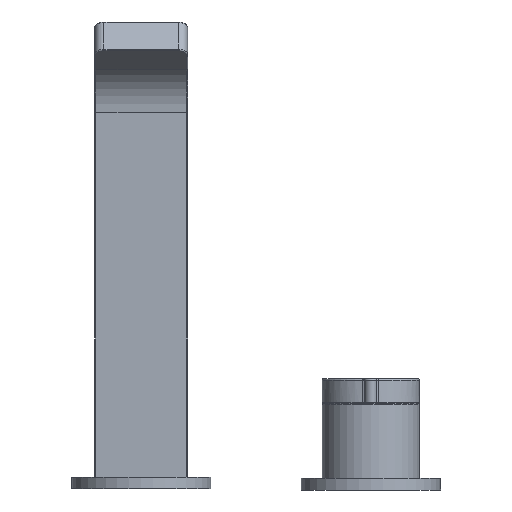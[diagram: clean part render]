
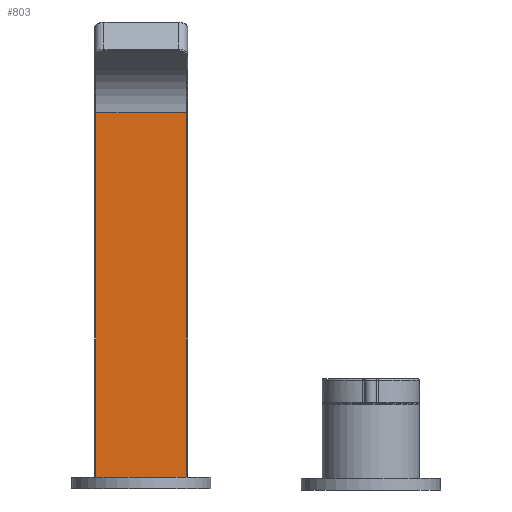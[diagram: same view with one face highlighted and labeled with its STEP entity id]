
A CAD part, front view. The second image highlights one B-rep face of the part: STEP entity #803.
In plain terms, the highlighted planar face has unit normal (0, -1, 0).
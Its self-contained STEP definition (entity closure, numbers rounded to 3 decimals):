
#48=PLANE('',#1028);
#87=FACE_OUTER_BOUND('',#145,.T.);
#145=EDGE_LOOP('',(#661,#662,#663,#664));
#184=LINE('',#1522,#234);
#201=LINE('',#1590,#251);
#202=LINE('',#1594,#252);
#203=LINE('',#1595,#253);
#234=VECTOR('',#1226,10.);
#251=VECTOR('',#1299,1.);
#252=VECTOR('',#1304,1.);
#253=VECTOR('',#1305,1.);
#358=VERTEX_POINT('',#1508);
#364=VERTEX_POINT('',#1520);
#387=VERTEX_POINT('',#1589);
#388=VERTEX_POINT('',#1593);
#450=EDGE_CURVE('',#358,#364,#184,.T.);
#483=EDGE_CURVE('',#387,#358,#201,.T.);
#485=EDGE_CURVE('',#364,#388,#202,.T.);
#486=EDGE_CURVE('',#387,#388,#203,.T.);
#661=ORIENTED_EDGE('',*,*,#450,.T.);
#662=ORIENTED_EDGE('',*,*,#485,.T.);
#663=ORIENTED_EDGE('',*,*,#486,.F.);
#664=ORIENTED_EDGE('',*,*,#483,.T.);
#803=ADVANCED_FACE('',(#87),#48,.T.);
#1028=AXIS2_PLACEMENT_3D('',#1592,#1302,#1303);
#1226=DIRECTION('',(1.,0.,0.));
#1299=DIRECTION('',(0.,0.,-1.));
#1302=DIRECTION('center_axis',(0.,-1.,0.));
#1303=DIRECTION('ref_axis',(1.,0.,0.));
#1304=DIRECTION('',(0.,0.,1.));
#1305=DIRECTION('',(1.,0.,0.));
#1508=CARTESIAN_POINT('',(-118.386,-7.5,75.531));
#1520=CARTESIAN_POINT('',(-79.386,-7.5,75.531));
#1522=CARTESIAN_POINT('',(-108.886,-7.5,75.531));
#1589=CARTESIAN_POINT('',(-118.386,-7.5,232.409));
#1590=CARTESIAN_POINT('',(-118.386,-7.5,232.409));
#1592=CARTESIAN_POINT('Origin',(-118.886,-7.5,75.531));
#1593=CARTESIAN_POINT('',(-79.386,-7.5,232.409));
#1594=CARTESIAN_POINT('',(-79.386,-7.5,75.531));
#1595=CARTESIAN_POINT('',(-118.386,-7.5,232.409));
